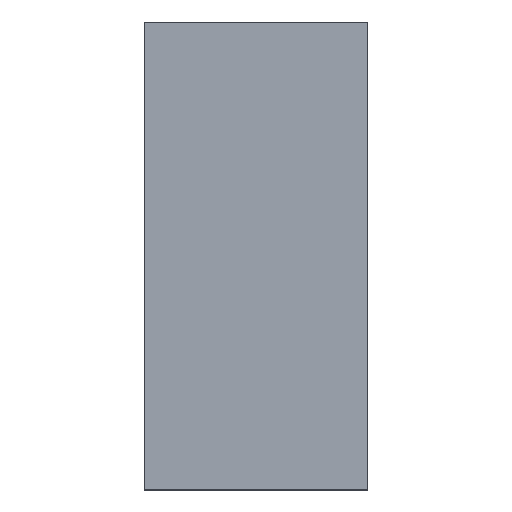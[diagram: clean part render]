
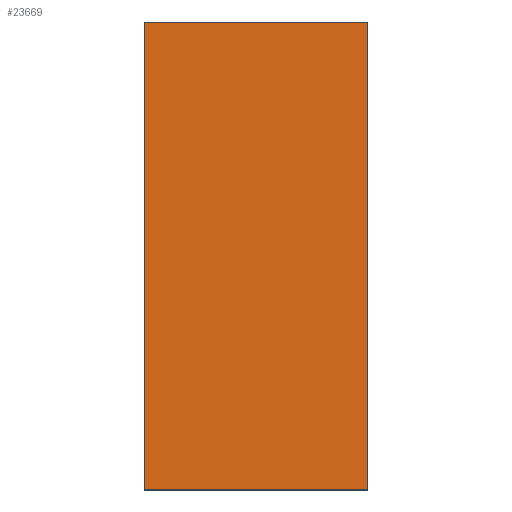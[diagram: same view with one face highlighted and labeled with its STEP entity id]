
A CAD part, left-side view. The second image highlights one B-rep face of the part: STEP entity #23669.
In plain terms, the highlighted planar face has unit normal (-1, 0, 0).
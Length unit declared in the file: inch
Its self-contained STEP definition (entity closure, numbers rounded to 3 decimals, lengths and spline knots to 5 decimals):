
#4631 = CARTESIAN_POINT ( 'NONE',  ( -27.99987, -8.13, -8.49987 ) ) ;
#4684 = DIRECTION ( 'NONE',  ( 0., -1., 0. ) ) ;
#4685 = VECTOR ( 'NONE', #4684, 39.37008 ) ;
#4686 = CARTESIAN_POINT ( 'NONE',  ( -27.99987, -67.15318, -8.49987 ) ) ;
#4687 = LINE ( 'NONE', #4686, #4685 ) ;
#4787 = CARTESIAN_POINT ( 'NONE',  ( -27.99987, -8.13, 8.49987 ) ) ;
#4788 = DIRECTION ( 'NONE',  ( 0., 1., 0. ) ) ;
#4789 = VECTOR ( 'NONE', #4788, 39.37008 ) ;
#4790 = CARTESIAN_POINT ( 'NONE',  ( -27.99987, -67.15318, 8.49987 ) ) ;
#4791 = LINE ( 'NONE', #4790, #4789 ) ;
#4810 = DIRECTION ( 'NONE',  ( 0., 0., 1. ) ) ;
#4811 = DIRECTION ( 'NONE',  ( -1., 0., 0. ) ) ;
#4812 = CARTESIAN_POINT ( 'NONE',  ( -27.99987, -67.15318, -8.49987 ) ) ;
#4813 = AXIS2_PLACEMENT_3D ( 'NONE', #4812, #4811, #4810 ) ;
#4815 = PLANE ( 'NONE',  #4813 ) ;
#4834 = FACE_OUTER_BOUND ( 'NONE', #23670, .T. ) ;
#4838 = DIRECTION ( 'NONE',  ( 0., 0., 1. ) ) ;
#4839 = VECTOR ( 'NONE', #4838, 39.37008 ) ;
#4840 = CARTESIAN_POINT ( 'NONE',  ( -27.99987, -8.13, -4.52 ) ) ;
#4841 = LINE ( 'NONE', #4840, #4839 ) ;
#4905 = CARTESIAN_POINT ( 'NONE',  ( -27.99987, 0., 8.49987 ) ) ;
#4906 = DIRECTION ( 'NONE',  ( 0., 0., -1. ) ) ;
#4907 = VECTOR ( 'NONE', #4906, 39.37008 ) ;
#4908 = CARTESIAN_POINT ( 'NONE',  ( -27.99987, 0., -8.49987 ) ) ;
#4909 = LINE ( 'NONE', #4908, #4907 ) ;
#4910 = CARTESIAN_POINT ( 'NONE',  ( -27.99987, 0., -8.49987 ) ) ;
#23605 = VERTEX_POINT ( 'NONE', #4631 ) ;
#23607 = EDGE_CURVE ( 'NONE', #23707, #23605, #4687, .T. ) ;
#23658 = EDGE_CURVE ( 'NONE', #23659, #23710, #4791, .T. ) ;
#23659 = VERTEX_POINT ( 'NONE', #4787 ) ;
#23669 = ADVANCED_FACE ( 'NONE', ( #4834 ), #4815, .T. ) ;
#23670 = EDGE_LOOP ( 'NONE', ( #23671, #23690, #23691, #23693 ) ) ;
#23671 = ORIENTED_EDGE ( 'NONE', *, *, #23709, .T. ) ;
#23690 = ORIENTED_EDGE ( 'NONE', *, *, #23607, .T. ) ;
#23691 = ORIENTED_EDGE ( 'NONE', *, *, #23692, .T. ) ;
#23692 = EDGE_CURVE ( 'NONE', #23605, #23659, #4841, .T. ) ;
#23693 = ORIENTED_EDGE ( 'NONE', *, *, #23658, .T. ) ;
#23707 = VERTEX_POINT ( 'NONE', #4910 ) ;
#23709 = EDGE_CURVE ( 'NONE', #23710, #23707, #4909, .T. ) ;
#23710 = VERTEX_POINT ( 'NONE', #4905 ) ;
